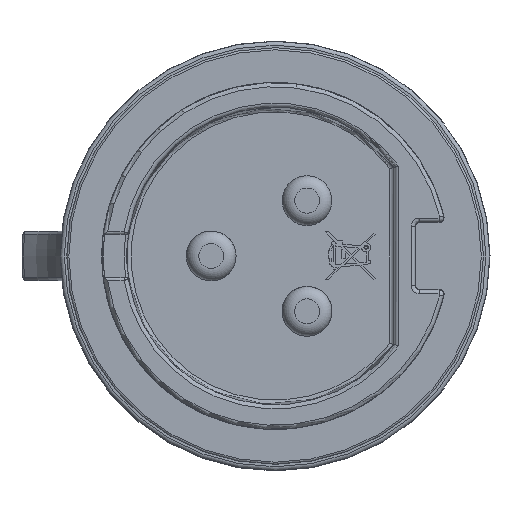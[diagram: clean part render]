
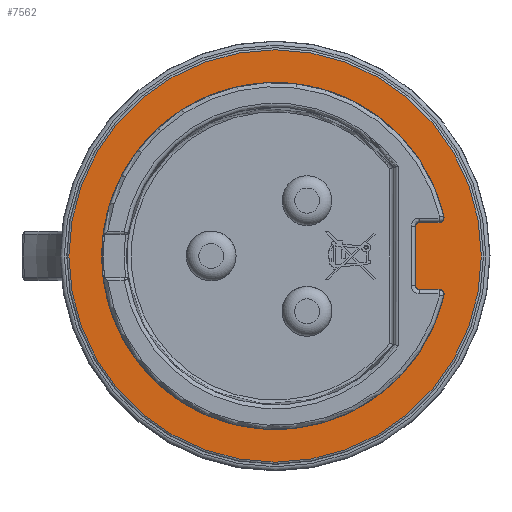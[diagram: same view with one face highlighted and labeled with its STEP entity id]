
A CAD part, left-side view. The second image highlights one B-rep face of the part: STEP entity #7562.
In plain terms, the highlighted planar face has unit normal (-1, 0, 0).
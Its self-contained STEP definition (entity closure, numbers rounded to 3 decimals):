
#424 =( BOUNDED_CURVE ( )  B_SPLINE_CURVE ( 3, ( #27987, #1155, #27839, #7902 ),
 .UNSPECIFIED., .F., .T. ) 
 B_SPLINE_CURVE_WITH_KNOTS ( ( 4, 4 ),
 ( 2.356, 3.927 ),
 .UNSPECIFIED. ) 
 CURVE ( )  GEOMETRIC_REPRESENTATION_ITEM ( )  RATIONAL_B_SPLINE_CURVE ( ( 1., 0.805, 0.805, 1. ) ) 
 REPRESENTATION_ITEM ( '' )  );
#731 = B_SPLINE_CURVE_WITH_KNOTS ( 'NONE', 3,
 ( #26758, #10021, #33553, #13420, #36909, #16821 ),
 .UNSPECIFIED., .F., .F.,
 ( 4, 2, 4 ),
 ( 0., 0.001, 0.001 ),
 .UNSPECIFIED. ) ;
#743 = VERTEX_POINT ( 'NONE', #33502 ) ;
#1155 = CARTESIAN_POINT ( 'NONE',  ( -3., -17.146, 4.031 ) ) ;
#1737 = CARTESIAN_POINT ( 'NONE',  ( -3., -19.765, -4.031 ) ) ;
#1748 = CARTESIAN_POINT ( 'NONE',  ( -3., -16.939, -4.07 ) ) ;
#4255 = DIRECTION ( 'NONE',  ( 0., -1., 0. ) ) ;
#4553 = CARTESIAN_POINT ( 'NONE',  ( -3., -20.349, 4.768 ) ) ;
#5137 = DIRECTION ( 'NONE',  ( 0., 0., 1. ) ) ;
#5696 = AXIS2_PLACEMENT_3D ( 'NONE', #32691, #12536, #36061 ) ;
#5825 = ORIENTED_EDGE ( 'NONE', *, *, #43316, .T. ) ;
#7027 = EDGE_CURVE ( 'NONE', #22716, #26007, #33009, .T. ) ;
#7385 = EDGE_CURVE ( 'NONE', #743, #12393, #33652, .T. ) ;
#7562 = ADVANCED_FACE ( 'NONE', ( #32618, #16860 ), #14966, .T. ) ;
#7831 = ORIENTED_EDGE ( 'NONE', *, *, #19723, .T. ) ;
#7902 = CARTESIAN_POINT ( 'NONE',  ( -3., -16.939, 3.531 ) ) ;
#8030 = LINE ( 'NONE', #22141, #42685 ) ;
#8327 = DIRECTION ( 'NONE',  ( 0., 0., 1. ) ) ;
#8523 = CARTESIAN_POINT ( 'NONE',  ( -3., -17.439, -4.031 ) ) ;
#8796 = DIRECTION ( 'NONE',  ( 0., 1., 0. ) ) ;
#8926 = ORIENTED_EDGE ( 'NONE', *, *, #15098, .F. ) ;
#9698 = CARTESIAN_POINT ( 'NONE',  ( -3., -16.939, 3.531 ) ) ;
#9991 = ORIENTED_EDGE ( 'NONE', *, *, #7027, .T. ) ;
#10021 = CARTESIAN_POINT ( 'NONE',  ( -3., -20.39, 4.591 ) ) ;
#10253 = EDGE_LOOP ( 'NONE', ( #20148, #7831, #36364, #9991, #8926, #12816, #12096, #5825 ) ) ;
#10481 = VECTOR ( 'NONE', #5137, 1000. ) ;
#11432 = CARTESIAN_POINT ( 'NONE',  ( -3., -16.939, -3.531 ) ) ;
#11532 = LINE ( 'NONE', #1748, #10481 ) ;
#12096 = ORIENTED_EDGE ( 'NONE', *, *, #7385, .T. ) ;
#12393 = VERTEX_POINT ( 'NONE', #4553 ) ;
#12536 = DIRECTION ( 'NONE',  ( -1., 0., 0. ) ) ;
#12816 = ORIENTED_EDGE ( 'NONE', *, *, #13732, .T. ) ;
#12948 = CARTESIAN_POINT ( 'NONE',  ( -3., 0., 24.85 ) ) ;
#13420 = CARTESIAN_POINT ( 'NONE',  ( -3., -20.123, 4.116 ) ) ;
#13732 = EDGE_CURVE ( 'NONE', #22559, #743, #43143, .T. ) ;
#13938 = CARTESIAN_POINT ( 'NONE',  ( -3., 0., 0. ) ) ;
#14744 = LINE ( 'NONE', #30968, #24689 ) ;
#14817 = CARTESIAN_POINT ( 'NONE',  ( -3., -17.439, 4.031 ) ) ;
#14966 = PLANE ( 'NONE',  #29493 ) ;
#14978 = EDGE_LOOP ( 'NONE', ( #36496 ) ) ;
#15098 = EDGE_CURVE ( 'NONE', #22559, #26007, #8030, .T. ) ;
#16036 = CARTESIAN_POINT ( 'NONE',  ( -3., -19.765, -4.031 ) ) ;
#16821 = CARTESIAN_POINT ( 'NONE',  ( -3., -19.765, 4.031 ) ) ;
#16860 = FACE_BOUND ( 'NONE', #10253, .T. ) ;
#17325 = DIRECTION ( 'NONE',  ( 0., 0., -1. ) ) ;
#18291 = CARTESIAN_POINT ( 'NONE',  ( -3., 0., -20.9 ) ) ;
#18611 = CARTESIAN_POINT ( 'NONE',  ( -3., -20.347, -4.4 ) ) ;
#19723 = EDGE_CURVE ( 'NONE', #24031, #42009, #424, .T. ) ;
#20148 = ORIENTED_EDGE ( 'NONE', *, *, #42156, .F. ) ;
#21972 = CARTESIAN_POINT ( 'NONE',  ( -3., -20.349, -4.768 ) ) ;
#22036 = VERTEX_POINT ( 'NONE', #12948 ) ;
#22141 = CARTESIAN_POINT ( 'NONE',  ( -3., -24.9, -4.031 ) ) ;
#22559 = VERTEX_POINT ( 'NONE', #16036 ) ;
#22716 = VERTEX_POINT ( 'NONE', #23601 ) ;
#23601 = CARTESIAN_POINT ( 'NONE',  ( -3., -16.939, -3.531 ) ) ;
#24031 = VERTEX_POINT ( 'NONE', #14817 ) ;
#24689 = VECTOR ( 'NONE', #4255, 1000. ) ;
#25492 = EDGE_CURVE ( 'NONE', #22036, #22036, #37098, .T. ) ;
#26007 = VERTEX_POINT ( 'NONE', #8523 ) ;
#26758 = CARTESIAN_POINT ( 'NONE',  ( -3., -20.349, 4.768 ) ) ;
#27839 = CARTESIAN_POINT ( 'NONE',  ( -3., -16.939, 3.824 ) ) ;
#27987 = CARTESIAN_POINT ( 'NONE',  ( -3., -17.439, 4.031 ) ) ;
#28197 = CARTESIAN_POINT ( 'NONE',  ( -3., -17.146, -4.031 ) ) ;
#28431 = DIRECTION ( 'NONE',  ( -1., 0., 0. ) ) ;
#28440 = CARTESIAN_POINT ( 'NONE',  ( -3., -19.765, 4.031 ) ) ;
#28595 = CARTESIAN_POINT ( 'NONE',  ( -3., -19.946, -4.031 ) ) ;
#29493 = AXIS2_PLACEMENT_3D ( 'NONE', #18291, #28431, #8327 ) ;
#30968 = CARTESIAN_POINT ( 'NONE',  ( -3., -24.9, 4.031 ) ) ;
#31592 = CARTESIAN_POINT ( 'NONE',  ( -3., -16.939, -3.824 ) ) ;
#32618 = FACE_OUTER_BOUND ( 'NONE', #14978, .T. ) ;
#32691 = CARTESIAN_POINT ( 'NONE',  ( -3., 0., 0. ) ) ;
#33009 =( BOUNDED_CURVE ( )  B_SPLINE_CURVE ( 3, ( #11432, #31592, #28197, #34983 ),
 .UNSPECIFIED., .F., .T. ) 
 B_SPLINE_CURVE_WITH_KNOTS ( ( 4, 4 ),
 ( 2.356, 3.927 ),
 .UNSPECIFIED. ) 
 CURVE ( )  GEOMETRIC_REPRESENTATION_ITEM ( )  RATIONAL_B_SPLINE_CURVE ( ( 1., 0.805, 0.805, 1. ) ) 
 REPRESENTATION_ITEM ( '' )  );
#33502 = CARTESIAN_POINT ( 'NONE',  ( -3., -20.349, -4.768 ) ) ;
#33553 = CARTESIAN_POINT ( 'NONE',  ( -3., -20.347, 4.4 ) ) ;
#33652 = CIRCLE ( 'NONE', #39298, 20.9 ) ;
#34983 = CARTESIAN_POINT ( 'NONE',  ( -3., -17.439, -4.031 ) ) ;
#36061 = DIRECTION ( 'NONE',  ( 0., 0., 1. ) ) ;
#36364 = ORIENTED_EDGE ( 'NONE', *, *, #42347, .F. ) ;
#36496 = ORIENTED_EDGE ( 'NONE', *, *, #25492, .T. ) ;
#36909 = CARTESIAN_POINT ( 'NONE',  ( -3., -19.946, 4.031 ) ) ;
#37098 = CIRCLE ( 'NONE', #5696, 24.85 ) ;
#37418 = DIRECTION ( 'NONE',  ( 1., 0., 0. ) ) ;
#38722 = CARTESIAN_POINT ( 'NONE',  ( -3., -20.123, -4.117 ) ) ;
#39298 = AXIS2_PLACEMENT_3D ( 'NONE', #13938, #37418, #17325 ) ;
#39577 = VERTEX_POINT ( 'NONE', #28440 ) ;
#42009 = VERTEX_POINT ( 'NONE', #9698 ) ;
#42092 = CARTESIAN_POINT ( 'NONE',  ( -3., -20.39, -4.591 ) ) ;
#42156 = EDGE_CURVE ( 'NONE', #24031, #39577, #14744, .T. ) ;
#42347 = EDGE_CURVE ( 'NONE', #22716, #42009, #11532, .T. ) ;
#42685 = VECTOR ( 'NONE', #8796, 1000. ) ;
#43143 = B_SPLINE_CURVE_WITH_KNOTS ( 'NONE', 3,
 ( #1737, #28595, #38722, #18611, #42092, #21972 ),
 .UNSPECIFIED., .F., .F.,
 ( 4, 2, 4 ),
 ( 0., 0.001, 0.001 ),
 .UNSPECIFIED. ) ;
#43316 = EDGE_CURVE ( 'NONE', #12393, #39577, #731, .T. ) ;
